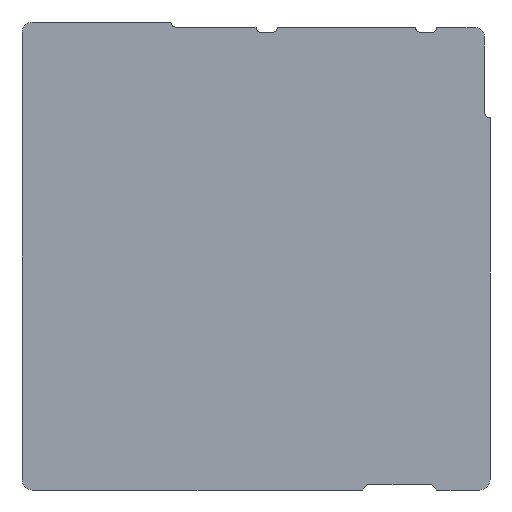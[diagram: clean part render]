
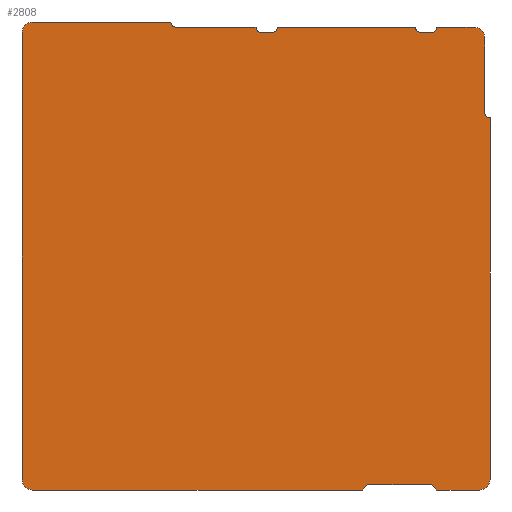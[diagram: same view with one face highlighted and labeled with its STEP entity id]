
A CAD part, front view. The second image highlights one B-rep face of the part: STEP entity #2808.
In plain terms, the highlighted planar face has unit normal (0, -1, 0).
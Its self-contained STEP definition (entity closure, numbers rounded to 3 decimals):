
#2179=CARTESIAN_POINT('POINT137',(406.4,0.,0.));
#2180=VERTEX_POINT('VERTEX137',#2179);
#2188=CARTESIAN_POINT('POINT138',(412.75,0.,6.35));
#2189=VERTEX_POINT('VERTEX138',#2188);
#2196=CARTESIAN_POINT('POS257',(406.4,0.,0.));
#2197=DIRECTION('DIR387',(0.707,0.,
   0.707));
#2198=VECTOR('VEC127',#2197,25.4);
#2199=LINE('STRAIGHT127',#2196,#2198);
#2200=EDGE_CURVE('EDGE195',#2180,#2189,#2199,.T.);
#2210=CARTESIAN_POINT('POINT139',(12.7,0.,0.));
#2211=VERTEX_POINT('VERTEX139',#2210);
#2212=CARTESIAN_POINT('POS259',(406.4,0.,0.));
#2213=DIRECTION('DIR390',(-1.,0.,0.));
#2214=VECTOR('VEC128',#2213,25.4);
#2215=LINE('STRAIGHT128',#2212,#2214);
#2216=EDGE_CURVE('EDGE196',#2180,#2211,#2215,.T.);
#2236=CARTESIAN_POINT('POINT140',(0.,0.,12.7));
#2237=VERTEX_POINT('VERTEX140',#2236);
#2238=CARTESIAN_POINT('POS262',(12.7,0.,12.7));
#2239=DIRECTION('DIR394',(0.,-1.,0.));
#2240=DIRECTION('DIR395',(-1.,0.,0.));
#2241=AXIS2_PLACEMENT_3D('AXIS133',#2238,#2239,#2240);
#2242=CIRCLE('ELLIPSE69',#2241,12.7);
#2243=EDGE_CURVE('EDGE198',#2237,#2211,#2242,.T.);
#2259=CARTESIAN_POINT('POINT141',(0.,0.,546.1));
#2260=VERTEX_POINT('VERTEX141',#2259);
#2269=CARTESIAN_POINT('POS266',(0.,0.,12.7));
#2270=DIRECTION('DIR400',(0.,0.,1.));
#2271=VECTOR('VEC132',#2270,25.4);
#2272=LINE('STRAIGHT132',#2269,#2271);
#2273=EDGE_CURVE('EDGE201',#2237,#2260,#2272,.T.);
#2285=CARTESIAN_POINT('POINT142',(12.7,0.,558.8));
#2286=VERTEX_POINT('VERTEX142',#2285);
#2287=CARTESIAN_POINT('POS268',(12.7,0.,546.1));
#2288=DIRECTION('DIR403',(0.,-1.,0.));
#2289=DIRECTION('DIR404',(0.,0.,1.));
#2290=AXIS2_PLACEMENT_3D('AXIS136',#2287,#2288,#2289);
#2291=CIRCLE('ELLIPSE70',#2290,12.7);
#2292=EDGE_CURVE('EDGE202',#2286,#2260,#2291,.T.);
#2310=CARTESIAN_POINT('POINT143',(177.8,0.,558.8));
#2311=VERTEX_POINT('VERTEX143',#2310);
#2312=CARTESIAN_POINT('POS271',(12.7,0.,558.8));
#2313=DIRECTION('DIR408',(1.,0.,0.));
#2314=VECTOR('VEC134',#2313,25.4);
#2315=LINE('STRAIGHT134',#2312,#2314);
#2316=EDGE_CURVE('EDGE204',#2286,#2311,#2315,.T.);
#2332=CARTESIAN_POINT('POINT144',(184.15,0.,552.45));
#2333=VERTEX_POINT('VERTEX144',#2332);
#2334=CARTESIAN_POINT('POS274',(184.15,0.,558.8));
#2335=DIRECTION('DIR412',(0.,-1.,0.));
#2336=DIRECTION('DIR413',(-1.,0.,0.));
#2337=AXIS2_PLACEMENT_3D('AXIS139',#2334,#2335,#2336);
#2338=CIRCLE('ELLIPSE71',#2337,6.35);
#2339=EDGE_CURVE('EDGE206',#2311,#2333,#2338,.T.);
#2359=CARTESIAN_POINT('POINT145',(279.4,0.,552.45));
#2360=VERTEX_POINT('VERTEX145',#2359);
#2361=CARTESIAN_POINT('POS277',(279.4,0.,552.45));
#2362=DIRECTION('DIR417',(-1.,0.,0.));
#2363=VECTOR('VEC137',#2362,25.4);
#2364=LINE('STRAIGHT137',#2361,#2363);
#2365=EDGE_CURVE('EDGE208',#2360,#2333,#2364,.T.);
#2381=CARTESIAN_POINT('POINT146',(285.75,0.,546.1));
#2382=VERTEX_POINT('VERTEX146',#2381);
#2383=CARTESIAN_POINT('POS280',(285.75,0.,552.45));
#2384=DIRECTION('DIR421',(0.,-1.,0.));
#2385=DIRECTION('DIR422',(-1.,0.,0.));
#2386=AXIS2_PLACEMENT_3D('AXIS142',#2383,#2384,#2385);
#2387=CIRCLE('ELLIPSE72',#2386,6.35);
#2388=EDGE_CURVE('EDGE210',#2360,#2382,#2387,.T.);
#2406=CARTESIAN_POINT('POINT147',(298.45,0.,546.1));
#2407=VERTEX_POINT('VERTEX147',#2406);
#2416=CARTESIAN_POINT('POS284',(298.45,0.,546.1));
#2417=DIRECTION('DIR427',(-1.,0.,0.));
#2418=VECTOR('VEC141',#2417,25.4);
#2419=LINE('STRAIGHT141',#2416,#2418);
#2420=EDGE_CURVE('EDGE213',#2407,#2382,#2419,.T.);
#2430=CARTESIAN_POINT('POINT148',(304.8,0.,552.45));
#2431=VERTEX_POINT('VERTEX148',#2430);
#2432=CARTESIAN_POINT('POS286',(298.45,0.,552.45));
#2433=DIRECTION('DIR430',(0.,-1.,0.));
#2434=DIRECTION('DIR431',(0.,0.,-1.));
#2435=AXIS2_PLACEMENT_3D('AXIS145',#2432,#2433,#2434);
#2436=CIRCLE('ELLIPSE73',#2435,6.35);
#2437=EDGE_CURVE('EDGE214',#2407,#2431,#2436,.T.);
#2457=CARTESIAN_POINT('POINT149',(469.9,0.,552.45));
#2458=VERTEX_POINT('VERTEX149',#2457);
#2459=CARTESIAN_POINT('POS289',(469.9,0.,552.45));
#2460=DIRECTION('DIR435',(-1.,0.,0.));
#2461=VECTOR('VEC143',#2460,25.4);
#2462=LINE('STRAIGHT143',#2459,#2461);
#2463=EDGE_CURVE('EDGE216',#2458,#2431,#2462,.T.);
#2479=CARTESIAN_POINT('POINT150',(476.25,0.,546.1));
#2480=VERTEX_POINT('VERTEX150',#2479);
#2481=CARTESIAN_POINT('POS292',(476.25,0.,552.45));
#2482=DIRECTION('DIR439',(0.,-1.,0.));
#2483=DIRECTION('DIR440',(-1.,0.,0.));
#2484=AXIS2_PLACEMENT_3D('AXIS148',#2481,#2482,#2483);
#2485=CIRCLE('ELLIPSE74',#2484,6.35);
#2486=EDGE_CURVE('EDGE218',#2458,#2480,#2485,.T.);
#2506=CARTESIAN_POINT('POINT151',(488.95,0.,546.1));
#2507=VERTEX_POINT('VERTEX151',#2506);
#2508=CARTESIAN_POINT('POS295',(488.95,0.,546.1));
#2509=DIRECTION('DIR444',(-1.,0.,0.));
#2510=VECTOR('VEC146',#2509,25.4);
#2511=LINE('STRAIGHT146',#2508,#2510);
#2512=EDGE_CURVE('EDGE220',#2507,#2480,#2511,.T.);
#2532=CARTESIAN_POINT('POINT152',(495.3,0.,552.45));
#2533=VERTEX_POINT('VERTEX152',#2532);
#2534=CARTESIAN_POINT('POS298',(488.95,0.,552.45));
#2535=DIRECTION('DIR448',(0.,-1.,0.));
#2536=DIRECTION('DIR449',(0.,0.,-1.));
#2537=AXIS2_PLACEMENT_3D('AXIS151',#2534,#2535,#2536);
#2538=CIRCLE('ELLIPSE75',#2537,6.35);
#2539=EDGE_CURVE('EDGE222',#2507,#2533,#2538,.T.);
#2557=CARTESIAN_POINT('POINT153',(539.75,0.,552.45));
#2558=VERTEX_POINT('VERTEX153',#2557);
#2559=CARTESIAN_POINT('POS301',(539.75,0.,552.45));
#2560=DIRECTION('DIR453',(-1.,0.,0.));
#2561=VECTOR('VEC149',#2560,25.4);
#2562=LINE('STRAIGHT149',#2559,#2561);
#2563=EDGE_CURVE('EDGE224',#2558,#2533,#2562,.T.);
#2581=CARTESIAN_POINT('POINT154',(552.45,0.,539.75));
#2582=VERTEX_POINT('VERTEX154',#2581);
#2583=CARTESIAN_POINT('POS304',(539.75,0.,539.75));
#2584=DIRECTION('DIR457',(0.,1.,0.));
#2585=DIRECTION('DIR458',(0.,0.,1.));
#2586=AXIS2_PLACEMENT_3D('AXIS154',#2583,#2584,#2585);
#2587=CIRCLE('ELLIPSE76',#2586,12.7);
#2588=EDGE_CURVE('EDGE226',#2558,#2582,#2587,.T.);
#2606=CARTESIAN_POINT('POINT155',(552.45,0.,450.85));
#2607=VERTEX_POINT('VERTEX155',#2606);
#2616=CARTESIAN_POINT('POS308',(552.45,0.,450.85));
#2617=DIRECTION('DIR463',(0.,0.,1.));
#2618=VECTOR('VEC153',#2617,25.4);
#2619=LINE('STRAIGHT153',#2616,#2618);
#2620=EDGE_CURVE('EDGE229',#2607,#2582,#2619,.T.);
#2630=CARTESIAN_POINT('POINT156',(558.8,0.,444.5));
#2631=VERTEX_POINT('VERTEX156',#2630);
#2632=CARTESIAN_POINT('POS310',(558.8,0.,450.85));
#2633=DIRECTION('DIR466',(0.,-1.,0.));
#2634=DIRECTION('DIR467',(-1.,0.,0.));
#2635=AXIS2_PLACEMENT_3D('AXIS157',#2632,#2633,#2634);
#2636=CIRCLE('ELLIPSE77',#2635,6.35);
#2637=EDGE_CURVE('EDGE230',#2607,#2631,#2636,.T.);
#2655=CARTESIAN_POINT('POINT157',(558.8,0.,12.7));
#2656=VERTEX_POINT('VERTEX157',#2655);
#2657=CARTESIAN_POINT('POS313',(558.8,0.,444.5));
#2658=DIRECTION('DIR471',(0.,0.,-1.));
#2659=VECTOR('VEC155',#2658,25.4);
#2660=LINE('STRAIGHT155',#2657,#2659);
#2661=EDGE_CURVE('EDGE232',#2631,#2656,#2660,.T.);
#2681=CARTESIAN_POINT('POINT158',(546.1,0.,0.));
#2682=VERTEX_POINT('VERTEX158',#2681);
#2683=CARTESIAN_POINT('POS316',(546.1,0.,12.7));
#2684=DIRECTION('DIR475',(0.,-1.,0.));
#2685=DIRECTION('DIR476',(0.,0.,-1.));
#2686=AXIS2_PLACEMENT_3D('AXIS160',#2683,#2684,#2685);
#2687=CIRCLE('ELLIPSE78',#2686,12.7);
#2688=EDGE_CURVE('EDGE234',#2682,#2656,#2687,.T.);
#2706=CARTESIAN_POINT('POINT159',(495.3,0.,0.));
#2707=VERTEX_POINT('VERTEX159',#2706);
#2708=CARTESIAN_POINT('POS319',(546.1,0.,0.));
#2709=DIRECTION('DIR480',(-1.,0.,0.));
#2710=VECTOR('VEC158',#2709,25.4);
#2711=LINE('STRAIGHT158',#2708,#2710);
#2712=EDGE_CURVE('EDGE236',#2682,#2707,#2711,.T.);
#2728=CARTESIAN_POINT('POINT160',(488.95,0.,6.35));
#2729=VERTEX_POINT('VERTEX160',#2728);
#2738=CARTESIAN_POINT('POS323',(488.95,0.,6.35));
#2739=DIRECTION('DIR485',(0.707,0.,
   -0.707));
#2740=VECTOR('VEC161',#2739,25.4);
#2741=LINE('STRAIGHT161',#2738,#2740);
#2742=EDGE_CURVE('EDGE239',#2729,#2707,#2741,.T.);
#2755=CARTESIAN_POINT('POS325',(412.75,0.,6.35));
#2756=DIRECTION('DIR488',(1.,0.,0.));
#2757=VECTOR('VEC162',#2756,25.4);
#2758=LINE('STRAIGHT162',#2755,#2757);
#2759=EDGE_CURVE('EDGE240',#2189,#2729,#2758,.T.);
#2777=ORIENTED_EDGE('COEDGE457',*,*,#2759,.T.);
#2778=ORIENTED_EDGE('COEDGE458',*,*,#2742,.T.);
#2779=ORIENTED_EDGE('COEDGE459',*,*,#2712,.F.);
#2780=ORIENTED_EDGE('COEDGE460',*,*,#2688,.T.);
#2781=ORIENTED_EDGE('COEDGE461',*,*,#2661,.F.);
#2782=ORIENTED_EDGE('COEDGE462',*,*,#2637,.F.);
#2783=ORIENTED_EDGE('COEDGE463',*,*,#2620,.T.);
#2784=ORIENTED_EDGE('COEDGE464',*,*,#2588,.F.);
#2785=ORIENTED_EDGE('COEDGE465',*,*,#2563,.T.);
#2786=ORIENTED_EDGE('COEDGE466',*,*,#2539,.F.);
#2787=ORIENTED_EDGE('COEDGE467',*,*,#2512,.T.);
#2788=ORIENTED_EDGE('COEDGE468',*,*,#2486,.F.);
#2789=ORIENTED_EDGE('COEDGE469',*,*,#2463,.T.);
#2790=ORIENTED_EDGE('COEDGE470',*,*,#2437,.F.);
#2791=ORIENTED_EDGE('COEDGE471',*,*,#2420,.T.);
#2792=ORIENTED_EDGE('COEDGE472',*,*,#2388,.F.);
#2793=ORIENTED_EDGE('COEDGE473',*,*,#2365,.T.);
#2794=ORIENTED_EDGE('COEDGE474',*,*,#2339,.F.);
#2795=ORIENTED_EDGE('COEDGE475',*,*,#2316,.F.);
#2796=ORIENTED_EDGE('COEDGE476',*,*,#2292,.T.);
#2797=ORIENTED_EDGE('COEDGE477',*,*,#2273,.F.);
#2798=ORIENTED_EDGE('COEDGE478',*,*,#2243,.T.);
#2799=ORIENTED_EDGE('COEDGE479',*,*,#2216,.F.);
#2800=ORIENTED_EDGE('COEDGE480',*,*,#2200,.T.);
#2801=EDGE_LOOP('NONE',(#2777,#2778,#2779,#2780,#2781,#2782,#2783,#2784,
   #2785,#2786,#2787,#2788,#2789,#2790,#2791,#2792,#2793,#2794,#2795,
   #2796,#2797,#2798,#2799,#2800));
#2802=FACE_BOUND('LOOP1',#2801,.T.);
#2803=CARTESIAN_POINT('POS327',(0.,0.,0.));
#2804=DIRECTION('DIR491',(0.,1.,0.));
#2805=DIRECTION('DIR492',(1.,0.,0.));
#2806=AXIS2_PLACEMENT_3D('AXIS165',#2803,#2804,#2805);
#2807=PLANE('PLANE48',#2806);
#2808=ADVANCED_FACE('FACE87',(#2802),#2807,.F.);
